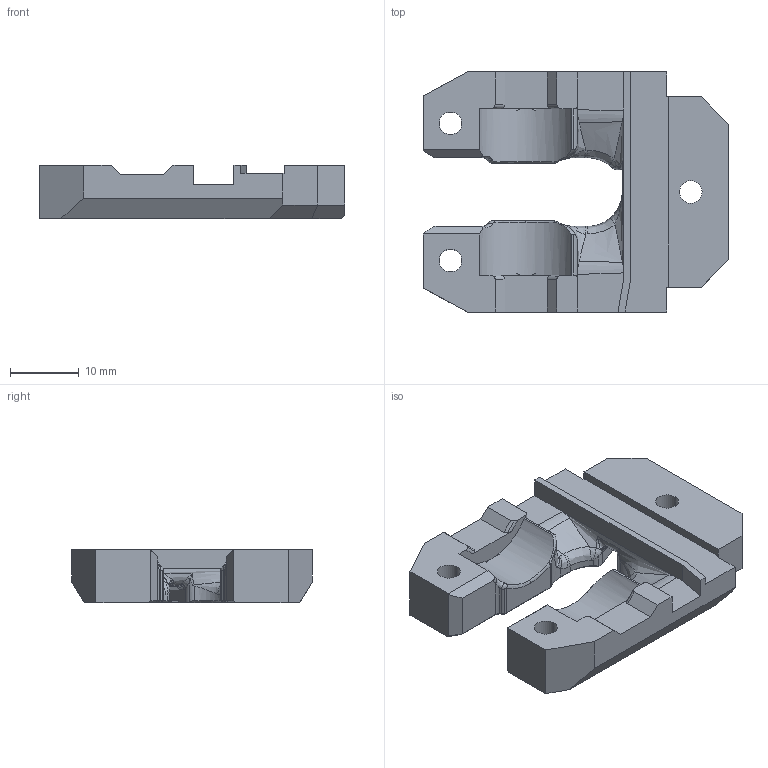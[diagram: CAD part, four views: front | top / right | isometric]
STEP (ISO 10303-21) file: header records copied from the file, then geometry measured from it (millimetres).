
FILE_DESCRIPTION (( 'STEP AP214' ), '1' );
FILE_NAME ('Bear_X_BottomCover_LinearRail.STEP', '2023-05-11T19:52:12', ( '' ), ( '' ), 'SwSTEP 2.0', 'SolidWorks 2019', '' );
FILE_SCHEMA (( 'AUTOMOTIVE_DESIGN' ));
Length unit declared in the file: millimetre
Products named in the file (1): Bear_X_BottomCover_LinearRail
Bounding box: 44.56 x 35 x 7.8 mm (x, y, z)
Volume: 6966.1 mm3; surface area: 4351.5 mm2
Topology: 1 solids, 8 shells, 315 faces, 841 edges, 532 vertices
Faces by surface type: plane 175, cylinder 59, bspline 43, cone 30, torus 6, sphere 2
Entity records: 11329 total; most frequent: CARTESIAN_POINT 4117, ORIENTED_EDGE 1662, DIRECTION 1246, EDGE_CURVE 831, VERTEX_POINT 532, LINE 462, VECTOR 462, AXIS2_PLACEMENT_3D 392
